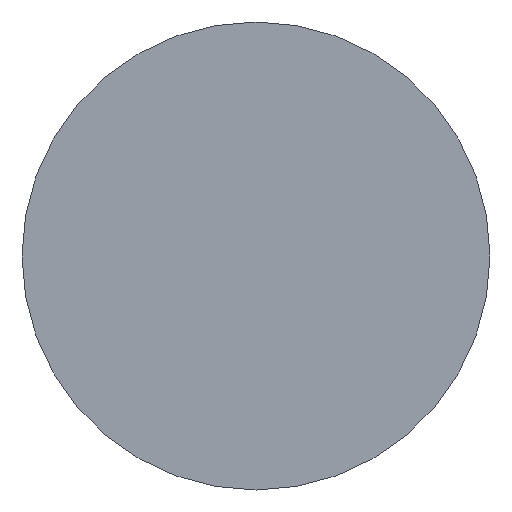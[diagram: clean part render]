
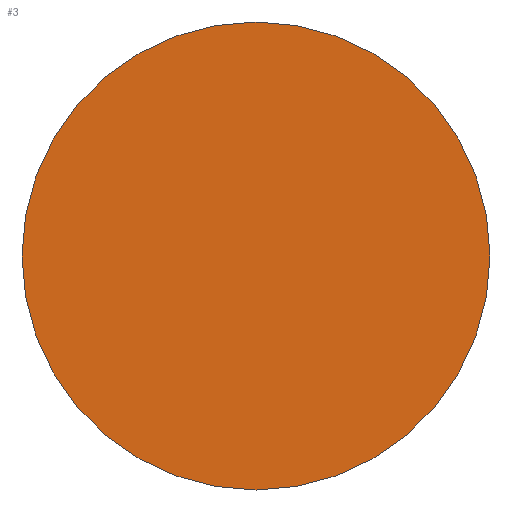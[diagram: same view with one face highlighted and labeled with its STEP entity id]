
A CAD part, left-side view. The second image highlights one B-rep face of the part: STEP entity #3.
In plain terms, the highlighted planar face has unit normal (-1, 0, 0).
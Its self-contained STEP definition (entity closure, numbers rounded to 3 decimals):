
#1 = CARTESIAN_POINT ( 'NONE',  ( 579.527, 184.831, 8. ) ) ;
#3 = ADVANCED_FACE ( 'NONE', ( #125 ), #118, .F. ) ;
#5 = DIRECTION ( 'NONE',  ( 0., 0., 1. ) ) ;
#16 = VERTEX_POINT ( 'NONE', #1 ) ;
#25 = CIRCLE ( 'NONE', #46, 8. ) ;
#34 = ORIENTED_EDGE ( 'NONE', *, *, #185, .T. ) ;
#36 = DIRECTION ( 'NONE',  ( 1., 0., 0. ) ) ;
#37 = CARTESIAN_POINT ( 'NONE',  ( 579.527, 184.831, 0. ) ) ;
#46 = AXIS2_PLACEMENT_3D ( 'NONE', #121, #180, #66 ) ;
#60 = AXIS2_PLACEMENT_3D ( 'NONE', #37, #36, #89 ) ;
#66 = DIRECTION ( 'NONE',  ( 0., 0., 1. ) ) ;
#89 = DIRECTION ( 'NONE',  ( 0., 0., -1. ) ) ;
#97 = EDGE_CURVE ( 'NONE', #16, #184, #122, .T. ) ;
#118 = PLANE ( 'NONE',  #60 ) ;
#121 = CARTESIAN_POINT ( 'NONE',  ( 579.527, 184.831, 0. ) ) ;
#122 = CIRCLE ( 'NONE', #173, 8. ) ;
#125 = FACE_OUTER_BOUND ( 'NONE', #137, .T. ) ;
#137 = EDGE_LOOP ( 'NONE', ( #138, #34 ) ) ;
#138 = ORIENTED_EDGE ( 'NONE', *, *, #97, .T. ) ;
#142 = CARTESIAN_POINT ( 'NONE',  ( 579.527, 184.831, 0. ) ) ;
#160 = DIRECTION ( 'NONE',  ( -1., 0., 0. ) ) ;
#161 = CARTESIAN_POINT ( 'NONE',  ( 579.527, 184.831, -8. ) ) ;
#173 = AXIS2_PLACEMENT_3D ( 'NONE', #142, #160, #5 ) ;
#180 = DIRECTION ( 'NONE',  ( -1., 0., 0. ) ) ;
#184 = VERTEX_POINT ( 'NONE', #161 ) ;
#185 = EDGE_CURVE ( 'NONE', #184, #16, #25, .T. ) ;
